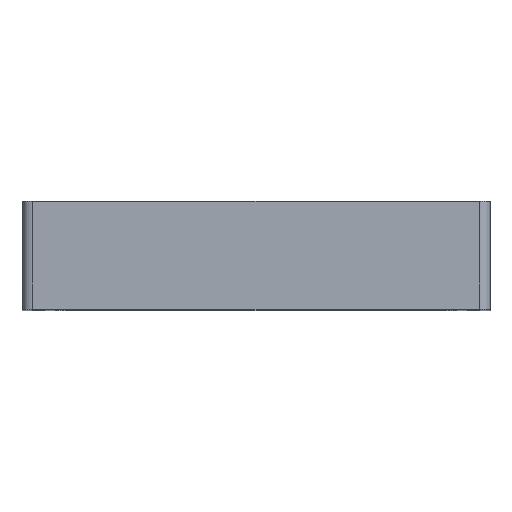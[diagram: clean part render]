
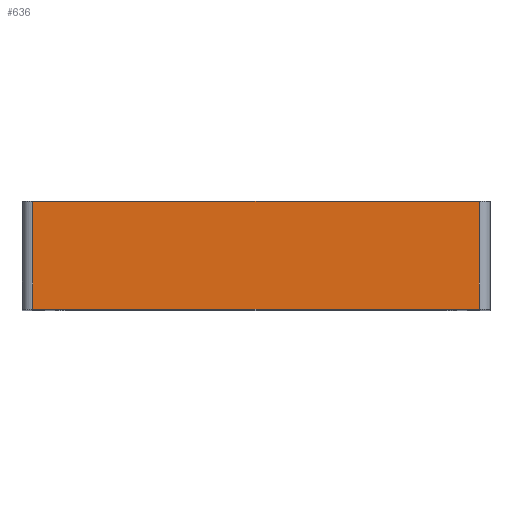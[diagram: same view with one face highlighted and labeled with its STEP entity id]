
A CAD part, top view. The second image highlights one B-rep face of the part: STEP entity #636.
In plain terms, the highlighted planar face has unit normal (0, 0, 1).
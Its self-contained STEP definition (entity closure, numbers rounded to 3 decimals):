
#4 = LINE ( 'NONE', #4544, #2094 ) ;
#293 = ORIENTED_EDGE ( 'NONE', *, *, #2949, .T. ) ;
#625 = VERTEX_POINT ( 'NONE', #2585 ) ;
#636 = ADVANCED_FACE ( 'NONE', ( #3772 ), #787, .F. ) ;
#657 = DIRECTION ( 'NONE',  ( 0., 1., 0. ) ) ;
#787 = PLANE ( 'NONE',  #1279 ) ;
#956 = DIRECTION ( 'NONE',  ( 0., -1., 0. ) ) ;
#1130 = CARTESIAN_POINT ( 'NONE',  ( 0., 269.473, 89. ) ) ;
#1153 = LINE ( 'NONE', #2635, #4663 ) ;
#1279 = AXIS2_PLACEMENT_3D ( 'NONE', #1130, #4853, #4440 ) ;
#1498 = CARTESIAN_POINT ( 'NONE',  ( 61., 8., 89. ) ) ;
#1707 = VECTOR ( 'NONE', #657, 1000. ) ;
#1774 = CARTESIAN_POINT ( 'NONE',  ( 61., 269.473, 89. ) ) ;
#1889 = ORIENTED_EDGE ( 'NONE', *, *, #3035, .F. ) ;
#2094 = VECTOR ( 'NONE', #3435, 1000. ) ;
#2158 = LINE ( 'NONE', #1774, #1707 ) ;
#2585 = CARTESIAN_POINT ( 'NONE',  ( -61., 8., 89. ) ) ;
#2635 = CARTESIAN_POINT ( 'NONE',  ( 0., -21.5, 89. ) ) ;
#2949 = EDGE_CURVE ( 'NONE', #3930, #4839, #2158, .T. ) ;
#3035 = EDGE_CURVE ( 'NONE', #625, #4839, #4, .T. ) ;
#3131 = EDGE_CURVE ( 'NONE', #625, #4038, #3457, .T. ) ;
#3410 = CARTESIAN_POINT ( 'NONE',  ( -61., -21.5, 89. ) ) ;
#3435 = DIRECTION ( 'NONE',  ( 1., 0., 0. ) ) ;
#3457 = LINE ( 'NONE', #4304, #4719 ) ;
#3688 = CARTESIAN_POINT ( 'NONE',  ( 61., -21.5, 89. ) ) ;
#3757 = ORIENTED_EDGE ( 'NONE', *, *, #3131, .T. ) ;
#3772 = FACE_OUTER_BOUND ( 'NONE', #3794, .T. ) ;
#3794 = EDGE_LOOP ( 'NONE', ( #4267, #293, #1889, #3757 ) ) ;
#3930 = VERTEX_POINT ( 'NONE', #3688 ) ;
#4038 = VERTEX_POINT ( 'NONE', #3410 ) ;
#4143 = DIRECTION ( 'NONE',  ( 1., 0., 0. ) ) ;
#4267 = ORIENTED_EDGE ( 'NONE', *, *, #4484, .T. ) ;
#4304 = CARTESIAN_POINT ( 'NONE',  ( -61., -21.5, 89. ) ) ;
#4440 = DIRECTION ( 'NONE',  ( -1., 0., 0. ) ) ;
#4484 = EDGE_CURVE ( 'NONE', #4038, #3930, #1153, .T. ) ;
#4544 = CARTESIAN_POINT ( 'NONE',  ( 0., 8., 89. ) ) ;
#4663 = VECTOR ( 'NONE', #4143, 1000. ) ;
#4719 = VECTOR ( 'NONE', #956, 1000. ) ;
#4839 = VERTEX_POINT ( 'NONE', #1498 ) ;
#4853 = DIRECTION ( 'NONE',  ( 0., 0., -1. ) ) ;
